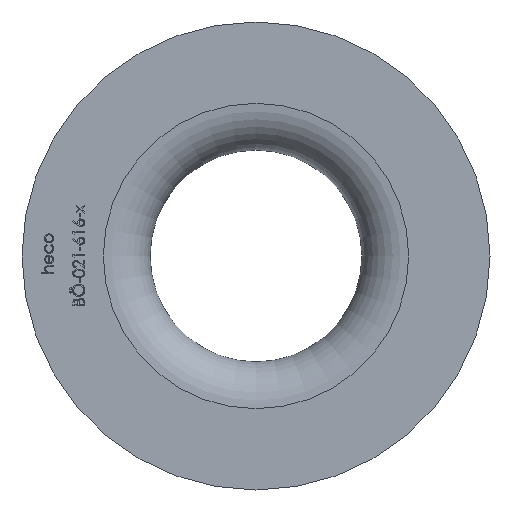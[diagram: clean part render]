
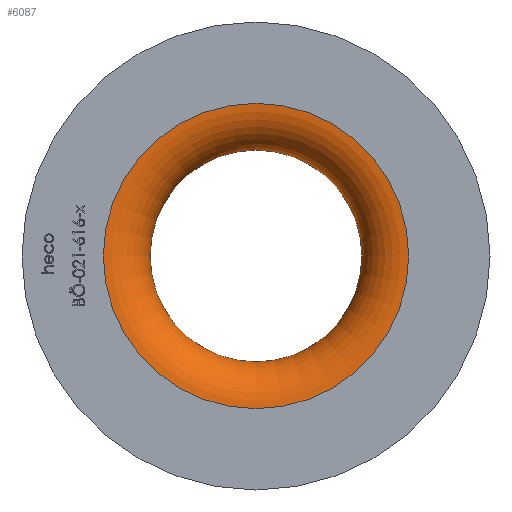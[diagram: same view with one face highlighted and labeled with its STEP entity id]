
A CAD part, left-side view. The second image highlights one B-rep face of the part: STEP entity #6087.
In plain terms, the highlighted toroidal (fillet/blend) face has major radius 13.05 mm and minor radius 4 mm.
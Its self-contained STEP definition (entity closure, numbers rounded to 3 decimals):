
#837 = ORIENTED_EDGE ( 'NONE', *, *, #11468, .F. ) ;
#1485 = VERTEX_POINT ( 'NONE', #1629 ) ;
#1629 = CARTESIAN_POINT ( 'NONE',  ( 4., 0., -9.05 ) ) ;
#1784 = TOROIDAL_SURFACE ( 'NONE', #8456, 13.05, 4. ) ;
#2366 = CARTESIAN_POINT ( 'NONE',  ( 4., 0., 0. ) ) ;
#2741 = VERTEX_POINT ( 'NONE', #10004 ) ;
#3051 = EDGE_LOOP ( 'NONE', ( #5727 ) ) ;
#4069 = AXIS2_PLACEMENT_3D ( 'NONE', #2366, #4390, #4316 ) ;
#4316 = DIRECTION ( 'NONE',  ( 0., 0., -1. ) ) ;
#4390 = DIRECTION ( 'NONE',  ( -1., 0., 0. ) ) ;
#5193 = CIRCLE ( 'NONE', #4069, 9.05 ) ;
#5727 = ORIENTED_EDGE ( 'NONE', *, *, #10364, .F. ) ;
#6087 = ADVANCED_FACE ( 'NONE', ( #13576, #7051 ), #1784, .T. ) ;
#7051 = FACE_OUTER_BOUND ( 'NONE', #3051, .T. ) ;
#7260 = CARTESIAN_POINT ( 'NONE',  ( 0., 0., 0. ) ) ;
#7329 = DIRECTION ( 'NONE',  ( 1., 0., 0. ) ) ;
#8300 = DIRECTION ( 'NONE',  ( 1., 0., 0. ) ) ;
#8456 = AXIS2_PLACEMENT_3D ( 'NONE', #11303, #8300, #9365 ) ;
#9302 = DIRECTION ( 'NONE',  ( 0., 0., -1. ) ) ;
#9365 = DIRECTION ( 'NONE',  ( 0., 0., -1. ) ) ;
#9937 = CIRCLE ( 'NONE', #12789, 13.05 ) ;
#10004 = CARTESIAN_POINT ( 'NONE',  ( 0., 0., -13.05 ) ) ;
#10364 = EDGE_CURVE ( 'NONE', #1485, #1485, #5193, .T. ) ;
#11303 = CARTESIAN_POINT ( 'NONE',  ( 4., 0., 0. ) ) ;
#11468 = EDGE_CURVE ( 'NONE', #2741, #2741, #9937, .T. ) ;
#12206 = EDGE_LOOP ( 'NONE', ( #837 ) ) ;
#12789 = AXIS2_PLACEMENT_3D ( 'NONE', #7260, #7329, #9302 ) ;
#13576 = FACE_OUTER_BOUND ( 'NONE', #12206, .T. ) ;
